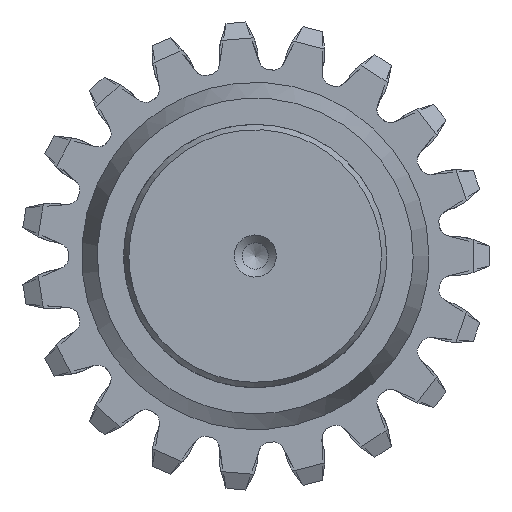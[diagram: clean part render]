
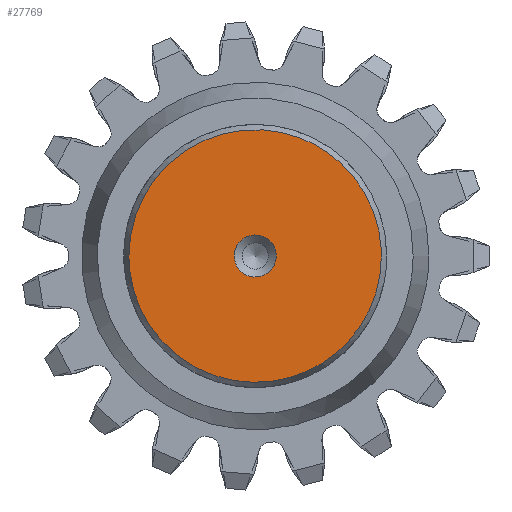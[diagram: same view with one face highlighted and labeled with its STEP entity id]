
A CAD part, left-side view. The second image highlights one B-rep face of the part: STEP entity #27769.
In plain terms, the highlighted free-form (B-spline) face has degree [1, 1] with [2, 2] control points.
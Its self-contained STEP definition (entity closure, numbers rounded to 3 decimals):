
#9939 = VERTEX_POINT('',#9940);
#9940 = CARTESIAN_POINT('',(-74.567,-53.537,
    28.939));
#9958 = EDGE_CURVE('',#9939,#9939,#9959,.T.);
#9959 = ( BOUNDED_CURVE() B_SPLINE_CURVE(2,(#9960,#9961,#9962,#9963,
#9964,#9965,#9966),.UNSPECIFIED.,.T.,.F.) B_SPLINE_CURVE_WITH_KNOTS((3,2
    ,2,3),(3.142,5.236,7.33,9.425),
.PIECEWISE_BEZIER_KNOTS.) CURVE() GEOMETRIC_REPRESENTATION_ITEM() 
RATIONAL_B_SPLINE_CURVE((1.,0.5,1.,0.5,1.,0.5,1.)) REPRESENTATION_ITEM(
  '') );
#9960 = CARTESIAN_POINT('',(-74.567,-53.537,
    28.939));
#9961 = CARTESIAN_POINT('',(-74.567,-63.016,
    24.719));
#9962 = CARTESIAN_POINT('',(-74.567,-54.622,
    18.62));
#9963 = CARTESIAN_POINT('',(-74.567,-46.228,
    12.522));
#9964 = CARTESIAN_POINT('',(-74.567,-45.143,
    22.84));
#9965 = CARTESIAN_POINT('',(-74.567,-44.059,
    33.159));
#9966 = CARTESIAN_POINT('',(-74.567,-53.537,
    28.939));
#27671 = EDGE_CURVE('',#27672,#27672,#27674,.T.);
#27672 = VERTEX_POINT('',#27673);
#27673 = CARTESIAN_POINT('',(-74.567,-15.159,
    23.466));
#27674 = ( BOUNDED_CURVE() B_SPLINE_CURVE(2,(#27675,#27676,#27677,#27678
    ,#27679,#27680,#27681),.UNSPECIFIED.,.T.,.F.) 
B_SPLINE_CURVE_WITH_KNOTS((3,2,2,3),(3.142,5.236,
7.33,9.425),.PIECEWISE_BEZIER_KNOTS.) CURVE() 
GEOMETRIC_REPRESENTATION_ITEM() RATIONAL_B_SPLINE_CURVE((1.,0.5,1.,0.5,
1.,0.5,1.)) REPRESENTATION_ITEM('') );
#27675 = CARTESIAN_POINT('',(-74.567,-15.159,
    23.466));
#27676 = CARTESIAN_POINT('',(-74.567,-15.159,
    85.719));
#27677 = CARTESIAN_POINT('',(-74.567,-69.072,
    54.593));
#27678 = CARTESIAN_POINT('',(-74.567,-122.984,
    23.466));
#27679 = CARTESIAN_POINT('',(-74.567,-69.072,
    -7.66));
#27680 = CARTESIAN_POINT('',(-74.567,-15.159,
    -38.787));
#27681 = CARTESIAN_POINT('',(-74.567,-15.159,
    23.466));
#27769 = ADVANCED_FACE('',(#27770,#27773),#27776,.T.);
#27770 = FACE_BOUND('',#27771,.T.);
#27771 = EDGE_LOOP('',(#27772));
#27772 = ORIENTED_EDGE('',*,*,#27671,.F.);
#27773 = FACE_BOUND('',#27774,.T.);
#27774 = EDGE_LOOP('',(#27775));
#27775 = ORIENTED_EDGE('',*,*,#9958,.T.);
#27776 = B_SPLINE_SURFACE_WITH_KNOTS('',1,1,(
    (#27777,#27778)
    ,(#27779,#27780
    )),.UNSPECIFIED.,.F.,.F.,.F.,(2,2),(2,2),(-24.,24.),(-24.,24.),
  .PIECEWISE_BEZIER_KNOTS.);
#27777 = CARTESIAN_POINT('',(-74.567,-87.042,
    -12.475));
#27778 = CARTESIAN_POINT('',(-74.567,-15.159,
    -12.475));
#27779 = CARTESIAN_POINT('',(-74.567,-87.042,
    59.408));
#27780 = CARTESIAN_POINT('',(-74.567,-15.159,
    59.408));
